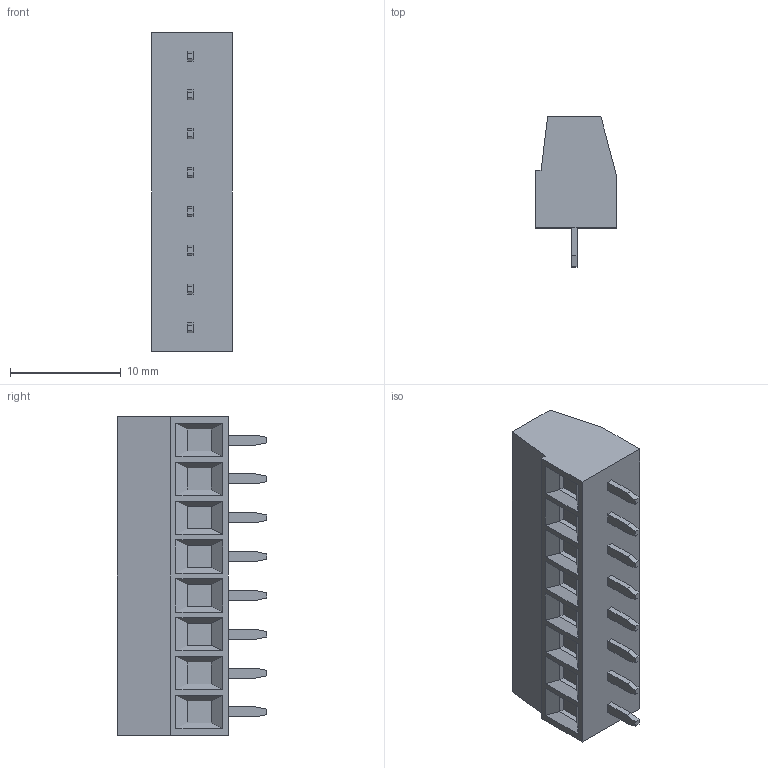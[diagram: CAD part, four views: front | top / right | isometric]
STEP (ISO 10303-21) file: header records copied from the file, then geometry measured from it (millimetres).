
FILE_DESCRIPTION((''),'2;1');
FILE_NAME('PRT0050','2024-10-31T',('yanfa'),(''),'PRO/ENGINEER BY PARAMETRIC TECHNOLOGY CORPORATION, 2009280','PRO/ENGINEER BY PARAMETRIC TECHNOLOGY CORPORATION, 2009280','');
FILE_SCHEMA(('AUTOMOTIVE_DESIGN_CC2 { 1 2 10303 214 -1 1 5 2 }'));
Length unit declared in the file: millimetre
Products named in the file (1): PRT0050
Bounding box: 7.3 x 13.5 x 28.7 mm (x, y, z)
Volume: 1774.4 mm3; surface area: 1439.9 mm2
Topology: 1 solids, 1 shells, 297 faces, 693 edges, 430 vertices
Faces by surface type: plane 185, cylinder 64, cone 32, torus 16
Entity records: 8435 total; most frequent: CARTESIAN_POINT 1564, DIRECTION 1431, ORIENTED_EDGE 1386, EDGE_CURVE 693, VECTOR 485, LINE 485, AXIS2_PLACEMENT_3D 473, VERTEX_POINT 430
